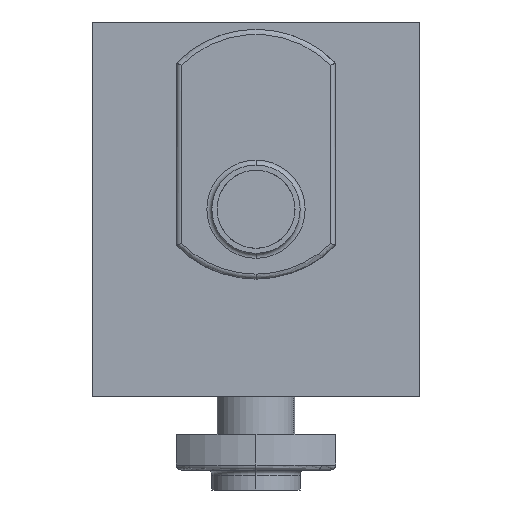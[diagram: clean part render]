
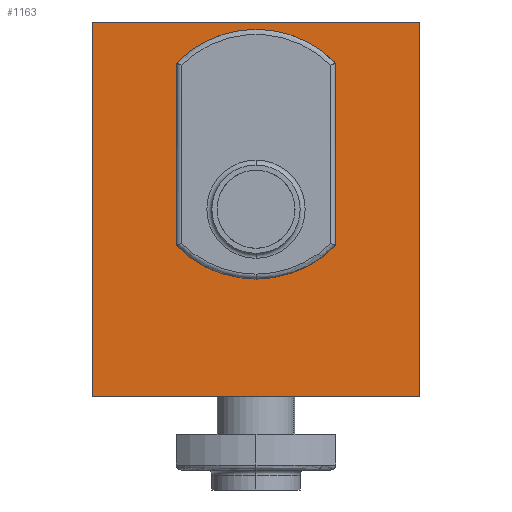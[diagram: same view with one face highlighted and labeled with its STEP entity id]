
A CAD part, front view. The second image highlights one B-rep face of the part: STEP entity #1163.
In plain terms, the highlighted planar face has unit normal (0, -1, 0).
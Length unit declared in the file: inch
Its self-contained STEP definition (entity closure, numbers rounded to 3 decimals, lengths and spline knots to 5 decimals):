
#5 = CIRCLE ( 'NONE', #6, 0.164 ) ;
#6 = AXIS2_PLACEMENT_3D ( 'NONE', #7, #8, #9 ) ;
#7 = CARTESIAN_POINT ( 'NONE',  ( 0., 0., 0.75 ) ) ;
#8 = DIRECTION ( 'NONE',  ( 0., -1., 0. ) ) ;
#9 = DIRECTION ( 'NONE',  ( 0., 0., -1. ) ) ;
#119 = CARTESIAN_POINT ( 'NONE',  ( -0.655, 0., 0. ) ) ;
#122 = VERTEX_POINT ( 'NONE', #1338 ) ;
#174 = VERTEX_POINT ( 'NONE', #1375 ) ;
#242 = CARTESIAN_POINT ( 'NONE',  ( -0.655, 0., 1.5 ) ) ;
#253 = CIRCLE ( 'NONE', #254, 0.164 ) ;
#254 = AXIS2_PLACEMENT_3D ( 'NONE', #255, #256, #257 ) ;
#255 = CARTESIAN_POINT ( 'NONE',  ( 0., 0., 0.75 ) ) ;
#256 = DIRECTION ( 'NONE',  ( 0., -1., 0. ) ) ;
#257 = DIRECTION ( 'NONE',  ( 0., 0., -1. ) ) ;
#260 = EDGE_CURVE ( 'NONE', #122, #174, #1430, .T. ) ;
#378 = LINE ( 'NONE', #379, #380 ) ;
#379 = CARTESIAN_POINT ( 'NONE',  ( -0.655, 0., 1.5 ) ) ;
#380 = VECTOR ( 'NONE', #382, 39.37008 ) ;
#382 = DIRECTION ( 'NONE',  ( 0., 0., -1. ) ) ;
#618 = ORIENTED_EDGE ( 'NONE', *, *, #1332, .T. ) ;
#753 = EDGE_LOOP ( 'NONE', ( #1774, #1293 ) ) ;
#805 = ORIENTED_EDGE ( 'NONE', *, *, #260, .F. ) ;
#1033 = VERTEX_POINT ( 'NONE', #119 ) ;
#1119 = EDGE_CURVE ( 'NONE', #1227, #122, #1472, .T. ) ;
#1139 = ORIENTED_EDGE ( 'NONE', *, *, #1864, .T. ) ;
#1151 = VERTEX_POINT ( 'NONE', #1599 ) ;
#1163 = ADVANCED_FACE ( 'NONE', ( #1676, #1677 ), #1678, .T. ) ;
#1183 = VERTEX_POINT ( 'NONE', #1830 ) ;
#1227 = VERTEX_POINT ( 'NONE', #242 ) ;
#1233 = EDGE_CURVE ( 'NONE', #1151, #1183, #253, .T. ) ;
#1293 = ORIENTED_EDGE ( 'NONE', *, *, #1233, .F. ) ;
#1332 = EDGE_CURVE ( 'NONE', #1227, #1033, #378, .T. ) ;
#1338 = CARTESIAN_POINT ( 'NONE',  ( 0.655, 0., 1.5 ) ) ;
#1375 = CARTESIAN_POINT ( 'NONE',  ( 0.655, 0., 0. ) ) ;
#1430 = LINE ( 'NONE', #1431, #1432 ) ;
#1431 = CARTESIAN_POINT ( 'NONE',  ( 0.655, 0., 1.5 ) ) ;
#1432 = VECTOR ( 'NONE', #1433, 39.37008 ) ;
#1433 = DIRECTION ( 'NONE',  ( 0., 0., -1. ) ) ;
#1472 = LINE ( 'NONE', #1473, #1474 ) ;
#1473 = CARTESIAN_POINT ( 'NONE',  ( -0.655, 0., 1.5 ) ) ;
#1474 = VECTOR ( 'NONE', #1475, 39.37008 ) ;
#1475 = DIRECTION ( 'NONE',  ( 1., 0., 0. ) ) ;
#1487 = LINE ( 'NONE', #1488, #1489 ) ;
#1488 = CARTESIAN_POINT ( 'NONE',  ( -0.655, 0., 0. ) ) ;
#1489 = VECTOR ( 'NONE', #1490, 39.37008 ) ;
#1490 = DIRECTION ( 'NONE',  ( 1., 0., 0. ) ) ;
#1593 = ORIENTED_EDGE ( 'NONE', *, *, #1119, .F. ) ;
#1599 = CARTESIAN_POINT ( 'NONE',  ( 0., 0., 0.914 ) ) ;
#1669 = EDGE_CURVE ( 'NONE', #1183, #1151, #5, .T. ) ;
#1676 = FACE_BOUND ( 'NONE', #753, .T. ) ;
#1677 = FACE_OUTER_BOUND ( 'NONE', #1809, .T. ) ;
#1678 = PLANE ( 'NONE',  #1679 ) ;
#1679 = AXIS2_PLACEMENT_3D ( 'NONE', #1680, #1681, #1682 ) ;
#1680 = CARTESIAN_POINT ( 'NONE',  ( -0.655, 0., 1.5 ) ) ;
#1681 = DIRECTION ( 'NONE',  ( 0., -1., 0. ) ) ;
#1682 = DIRECTION ( 'NONE',  ( 0., 0., -1. ) ) ;
#1774 = ORIENTED_EDGE ( 'NONE', *, *, #1669, .F. ) ;
#1809 = EDGE_LOOP ( 'NONE', ( #805, #1593, #618, #1139 ) ) ;
#1830 = CARTESIAN_POINT ( 'NONE',  ( 0., 0., 0.586 ) ) ;
#1864 = EDGE_CURVE ( 'NONE', #1033, #174, #1487, .T. ) ;
